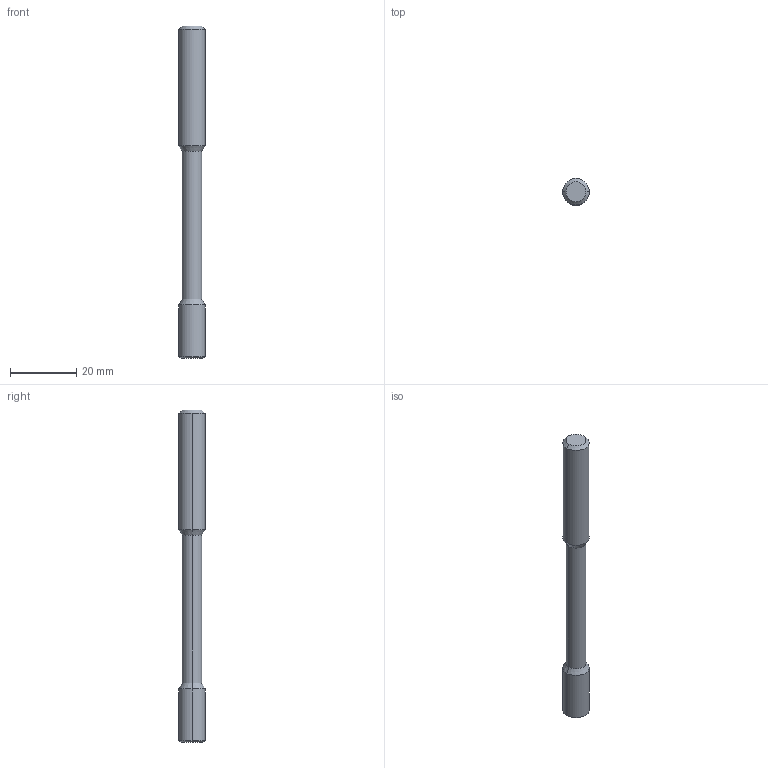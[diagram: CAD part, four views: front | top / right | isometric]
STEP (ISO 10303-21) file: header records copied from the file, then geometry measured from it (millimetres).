
FILE_DESCRIPTION((''),'2;1');
FILE_NAME('606623075-000-00-E43','2016-04-21T',('winkhartd'),(''),'PRO/ENGINEER BY PARAMETRIC TECHNOLOGY CORPORATION, 2011220','PRO/ENGINEER BY PARAMETRIC TECHNOLOGY CORPORATION, 2011220','');
FILE_SCHEMA(('AUTOMOTIVE_DESIGN_CC2 { 1 2 10303 214 -1 1 5 2 }'));
Length unit declared in the file: millimetre
Products named in the file (1): 606623075-000-00-E43
Bounding box: 8 x 8 x 100 mm (x, y, z)
Volume: 3991.9 mm3; surface area: 2311.1 mm2
Topology: 1 solids, 1 shells, 16 faces, 55 edges, 46 vertices
Faces by surface type: cone 8, cylinder 6, plane 2
Entity records: 899 total; most frequent: DIRECTION 109, CARTESIAN_POINT 91, PRESENTATION_STYLE_ASSIGNMENT 72, STYLED_ITEM 67, CURVE_STYLE 62, ORIENTED_EDGE 60, VECTOR 39, LINE 39
